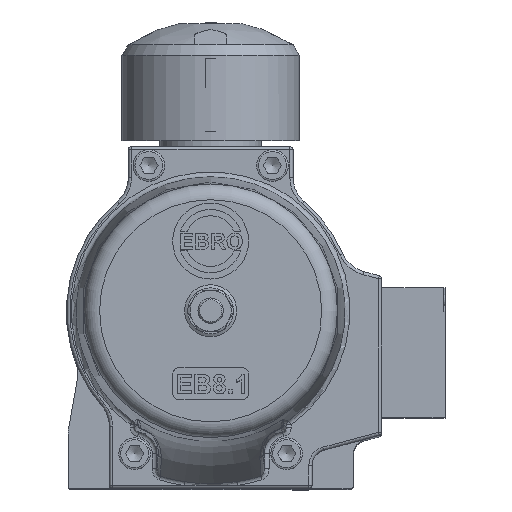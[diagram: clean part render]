
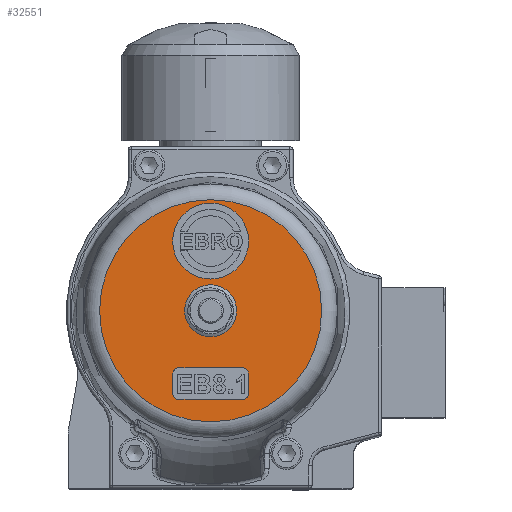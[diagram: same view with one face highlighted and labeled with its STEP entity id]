
A CAD part, top view. The second image highlights one B-rep face of the part: STEP entity #32551.
In plain terms, the highlighted planar face has unit normal (0, 0, 1).
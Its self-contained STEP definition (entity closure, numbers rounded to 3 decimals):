
#1686=LINE('',#54346,#4083);
#1687=LINE('',#54350,#4084);
#1688=LINE('',#54354,#4085);
#1689=LINE('',#54358,#4086);
#4083=VECTOR('',#40915,10.);
#4084=VECTOR('',#40918,10.);
#4085=VECTOR('',#40921,10.);
#4086=VECTOR('',#40924,10.);
#6722=FACE_BOUND('',#10019,.T.);
#6723=FACE_BOUND('',#10020,.T.);
#6724=FACE_BOUND('',#10021,.T.);
#7909=FACE_OUTER_BOUND('',#10018,.T.);
#10018=EDGE_LOOP('',(#24491));
#10019=EDGE_LOOP('',(#24492));
#10020=EDGE_LOOP('',(#24493,#24494,#24495,#24496,#24497,#24498,#24499,#24500));
#10021=EDGE_LOOP('',(#24501));
#11860=CIRCLE('',#35018,7.2);
#11866=CIRCLE('',#35033,35.052);
#11867=CIRCLE('',#35034,12.);
#11868=CIRCLE('',#35035,2.);
#11869=CIRCLE('',#35036,2.);
#11870=CIRCLE('',#35037,2.);
#11871=CIRCLE('',#35038,2.);
#14160=VERTEX_POINT('',#54314);
#14166=VERTEX_POINT('',#54340);
#14167=VERTEX_POINT('',#54342);
#14168=VERTEX_POINT('',#54344);
#14169=VERTEX_POINT('',#54345);
#14170=VERTEX_POINT('',#54347);
#14171=VERTEX_POINT('',#54349);
#14172=VERTEX_POINT('',#54351);
#14173=VERTEX_POINT('',#54353);
#14174=VERTEX_POINT('',#54355);
#14175=VERTEX_POINT('',#54357);
#17846=EDGE_CURVE('',#14160,#14160,#11860,.T.);
#17857=EDGE_CURVE('',#14166,#14166,#11866,.T.);
#17858=EDGE_CURVE('',#14167,#14167,#11867,.T.);
#17859=EDGE_CURVE('',#14168,#14169,#1686,.T.);
#17860=EDGE_CURVE('',#14169,#14170,#11868,.T.);
#17861=EDGE_CURVE('',#14170,#14171,#1687,.T.);
#17862=EDGE_CURVE('',#14171,#14172,#11869,.T.);
#17863=EDGE_CURVE('',#14172,#14173,#1688,.T.);
#17864=EDGE_CURVE('',#14173,#14174,#11870,.T.);
#17865=EDGE_CURVE('',#14174,#14175,#1689,.T.);
#17866=EDGE_CURVE('',#14175,#14168,#11871,.T.);
#24491=ORIENTED_EDGE('',*,*,#17857,.F.);
#24492=ORIENTED_EDGE('',*,*,#17858,.T.);
#24493=ORIENTED_EDGE('',*,*,#17859,.T.);
#24494=ORIENTED_EDGE('',*,*,#17860,.T.);
#24495=ORIENTED_EDGE('',*,*,#17861,.T.);
#24496=ORIENTED_EDGE('',*,*,#17862,.T.);
#24497=ORIENTED_EDGE('',*,*,#17863,.T.);
#24498=ORIENTED_EDGE('',*,*,#17864,.T.);
#24499=ORIENTED_EDGE('',*,*,#17865,.T.);
#24500=ORIENTED_EDGE('',*,*,#17866,.T.);
#24501=ORIENTED_EDGE('',*,*,#17846,.T.);
#29328=PLANE('',#35032);
#32551=ADVANCED_FACE('',(#7909,#6722,#6723,#6724),#29328,.T.);
#35018=AXIS2_PLACEMENT_3D('',#54315,#40876,#40877);
#35032=AXIS2_PLACEMENT_3D('',#54339,#40909,#40910);
#35033=AXIS2_PLACEMENT_3D('',#54341,#40911,#40912);
#35034=AXIS2_PLACEMENT_3D('',#54343,#40913,#40914);
#35035=AXIS2_PLACEMENT_3D('',#54348,#40916,#40917);
#35036=AXIS2_PLACEMENT_3D('',#54352,#40919,#40920);
#35037=AXIS2_PLACEMENT_3D('',#54356,#40922,#40923);
#35038=AXIS2_PLACEMENT_3D('',#54359,#40925,#40926);
#40876=DIRECTION('center_axis',(0.,0.,-1.));
#40877=DIRECTION('ref_axis',(-1.,0.,0.));
#40909=DIRECTION('center_axis',(0.,0.,1.));
#40910=DIRECTION('ref_axis',(1.,0.,0.));
#40911=DIRECTION('center_axis',(0.,0.,-1.));
#40912=DIRECTION('ref_axis',(0.,1.,0.));
#40913=DIRECTION('center_axis',(0.,0.,-1.));
#40914=DIRECTION('ref_axis',(-1.,0.,0.));
#40915=DIRECTION('',(0.,1.,0.));
#40916=DIRECTION('center_axis',(0.,0.,-1.));
#40917=DIRECTION('ref_axis',(0.,-1.,0.));
#40918=DIRECTION('',(1.,0.,0.));
#40919=DIRECTION('center_axis',(0.,0.,-1.));
#40920=DIRECTION('ref_axis',(-1.,0.,0.));
#40921=DIRECTION('',(0.,-1.,0.));
#40922=DIRECTION('center_axis',(0.,0.,-1.));
#40923=DIRECTION('ref_axis',(0.,1.,0.));
#40924=DIRECTION('',(-1.,0.,0.));
#40925=DIRECTION('center_axis',(0.,0.,-1.));
#40926=DIRECTION('ref_axis',(1.,0.,0.));
#54314=CARTESIAN_POINT('',(-13.405,7.431,204.));
#54315=CARTESIAN_POINT('Origin',(-20.605,7.431,204.));
#54339=CARTESIAN_POINT('Origin',(-20.605,24.957,204.));
#54340=CARTESIAN_POINT('',(-20.605,42.483,204.));
#54341=CARTESIAN_POINT('Origin',(-20.605,7.431,204.));
#54342=CARTESIAN_POINT('',(-8.605,29.431,204.));
#54343=CARTESIAN_POINT('Origin',(-20.605,29.431,204.));
#54344=CARTESIAN_POINT('',(-32.605,-18.569,204.));
#54345=CARTESIAN_POINT('',(-32.605,-12.569,204.));
#54346=CARTESIAN_POINT('',(-32.605,6.194,204.));
#54347=CARTESIAN_POINT('',(-30.605,-10.569,204.));
#54348=CARTESIAN_POINT('Origin',(-30.605,-12.569,204.));
#54349=CARTESIAN_POINT('',(-10.605,-10.569,204.));
#54350=CARTESIAN_POINT('',(-15.605,-10.569,204.));
#54351=CARTESIAN_POINT('',(-8.605,-12.569,204.));
#54352=CARTESIAN_POINT('Origin',(-10.605,-12.569,204.));
#54353=CARTESIAN_POINT('',(-8.605,-18.569,204.));
#54354=CARTESIAN_POINT('',(-8.605,3.194,204.));
#54355=CARTESIAN_POINT('',(-10.605,-20.569,204.));
#54356=CARTESIAN_POINT('Origin',(-10.605,-18.569,204.));
#54357=CARTESIAN_POINT('',(-30.605,-20.569,204.));
#54358=CARTESIAN_POINT('',(-25.605,-20.569,204.));
#54359=CARTESIAN_POINT('Origin',(-30.605,-18.569,204.));
